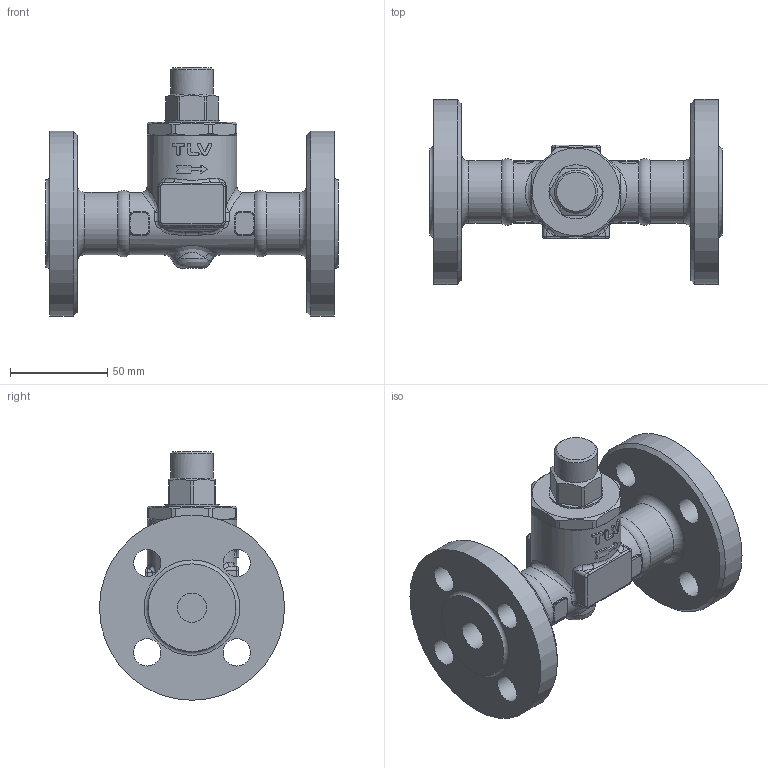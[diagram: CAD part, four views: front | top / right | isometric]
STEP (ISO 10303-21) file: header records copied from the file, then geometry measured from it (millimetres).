
FILE_DESCRIPTION(/* description */ (''),/* implementation_level */ '2;1');
FILE_NAME(/* name */ 'lex3t-015-e0025-00.stp',/* time_stamp */ '2017-11-06T11:33:00+09:00',/* author */ ('nakaot'),/* organization */ (''),/* preprocessor_version */ 'ST-DEVELOPER v15.6',/* originating_system */ 'Autodesk Inventor 2015',/* authorisation */ '');
FILE_SCHEMA (('CONFIG_CONTROL_DESIGN'));
Length unit declared in the file: millimetre
Products named in the file (1): lex3t-015-e0025-00
Bounding box: 150 x 95 x 127.5 mm (x, y, z)
Volume: 365615.2 mm3; surface area: 60660.7 mm2
Topology: 1 solids, 1 shells, 303 faces, 753 edges, 452 vertices
Faces by surface type: cylinder 101, plane 84, bspline 79, torus 33, cone 6
Full cylindrical faces by diameter (mm): 14 x8, 15 x2, 22 x1, 27.8 x1, 32 x3, 46 x1, 95 x2
Entity records: 14661 total; most frequent: CARTESIAN_POINT 8172, ORIENTED_EDGE 1372, DIRECTION 1247, EDGE_CURVE 686, AXIS2_PLACEMENT_3D 518, VERTEX_POINT 435, EDGE_LOOP 367, FACE_OUTER_BOUND 302
